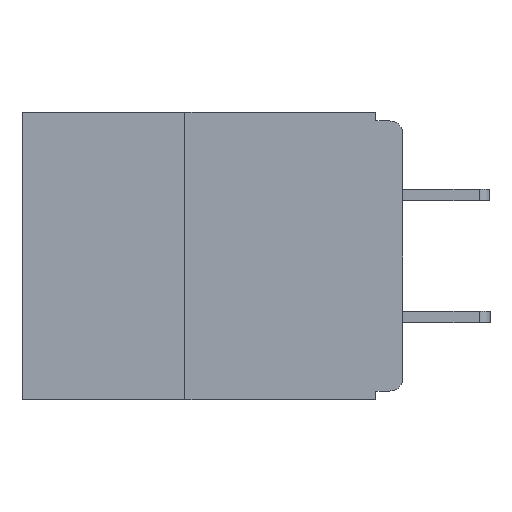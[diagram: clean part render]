
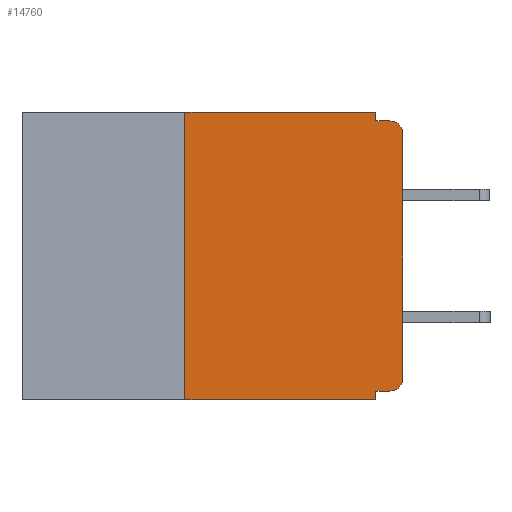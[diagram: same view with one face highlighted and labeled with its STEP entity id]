
A CAD part, left-side view. The second image highlights one B-rep face of the part: STEP entity #14760.
In plain terms, the highlighted planar face has unit normal (-1, 0, 0).
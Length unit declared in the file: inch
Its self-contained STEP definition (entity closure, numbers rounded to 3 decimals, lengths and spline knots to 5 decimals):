
#120 = VERTEX_POINT ( 'NONE', #10985 ) ;
#211 = LINE ( 'NONE', #17419, #5497 ) ;
#235 = CARTESIAN_POINT ( 'NONE',  ( 0., 0.437, 0. ) ) ;
#262 = VECTOR ( 'NONE', #23794, 39.37008 ) ;
#1004 = AXIS2_PLACEMENT_3D ( 'NONE', #5549, #20824, #7643 ) ;
#1355 = CARTESIAN_POINT ( 'NONE',  ( 0., 0.437, -0.33 ) ) ;
#1583 = ORIENTED_EDGE ( 'NONE', *, *, #13653, .F. ) ;
#1650 = VERTEX_POINT ( 'NONE', #9987 ) ;
#2310 = VECTOR ( 'NONE', #25271, 39.37008 ) ;
#2486 = PLANE ( 'NONE',  #6807 ) ;
#3509 = DIRECTION ( 'NONE',  ( 0., -1., 0. ) ) ;
#3797 = CARTESIAN_POINT ( 'NONE',  ( 0., 0.031, -0.32 ) ) ;
#4447 = ORIENTED_EDGE ( 'NONE', *, *, #25490, .F. ) ;
#4743 = DIRECTION ( 'NONE',  ( 0., 0., -1. ) ) ;
#5332 = CARTESIAN_POINT ( 'NONE',  ( 0., 0., 0. ) ) ;
#5497 = VECTOR ( 'NONE', #21843, 39.37008 ) ;
#5549 = CARTESIAN_POINT ( 'NONE',  ( 0., 0.015, -0.025 ) ) ;
#6571 = VECTOR ( 'NONE', #25186, 39.37008 ) ;
#6807 = AXIS2_PLACEMENT_3D ( 'NONE', #235, #24262, #4743 ) ;
#7311 = VERTEX_POINT ( 'NONE', #20823 ) ;
#7643 = DIRECTION ( 'NONE',  ( 0., 0., -1. ) ) ;
#7808 = CARTESIAN_POINT ( 'NONE',  ( 0., 0.25, -0.33 ) ) ;
#8040 = EDGE_LOOP ( 'NONE', ( #16329, #27152, #1583, #19552, #9156, #27219, #15985, #28169, #4447, #18477 ) ) ;
#8097 = CARTESIAN_POINT ( 'NONE',  ( 0., 0., -0.025 ) ) ;
#8405 = CIRCLE ( 'NONE', #15356, 0.015 ) ;
#8783 = LINE ( 'NONE', #7808, #2310 ) ;
#9078 = VERTEX_POINT ( 'NONE', #3797 ) ;
#9156 = ORIENTED_EDGE ( 'NONE', *, *, #25287, .F. ) ;
#9309 = CARTESIAN_POINT ( 'NONE',  ( 0., 0.031, -0.33 ) ) ;
#9987 = CARTESIAN_POINT ( 'NONE',  ( 0., 0.015, -0.32 ) ) ;
#10029 = LINE ( 'NONE', #28155, #26766 ) ;
#10491 = DIRECTION ( 'NONE',  ( -1., 0., 0. ) ) ;
#10803 = DIRECTION ( 'NONE',  ( 0., -1., 0. ) ) ;
#10985 = CARTESIAN_POINT ( 'NONE',  ( 0., 0.015, -0.01 ) ) ;
#11033 = LINE ( 'NONE', #5332, #25709 ) ;
#11395 = EDGE_CURVE ( 'NONE', #16447, #120, #11547, .T. ) ;
#11547 = CIRCLE ( 'NONE', #1004, 0.015 ) ;
#11904 = LINE ( 'NONE', #12881, #262 ) ;
#12273 = LINE ( 'NONE', #18603, #6571 ) ;
#12881 = CARTESIAN_POINT ( 'NONE',  ( 0., 0., -0.32 ) ) ;
#13562 = EDGE_CURVE ( 'NONE', #7311, #21155, #18017, .T. ) ;
#13653 = EDGE_CURVE ( 'NONE', #20964, #120, #10029, .T. ) ;
#13948 = VERTEX_POINT ( 'NONE', #18436 ) ;
#14750 = LINE ( 'NONE', #28042, #24276 ) ;
#14760 = ADVANCED_FACE ( 'NONE', ( #16899 ), #2486, .F. ) ;
#15260 = CARTESIAN_POINT ( 'NONE',  ( 0., 0.031, -0.01 ) ) ;
#15356 = AXIS2_PLACEMENT_3D ( 'NONE', #23637, #10491, #25761 ) ;
#15985 = ORIENTED_EDGE ( 'NONE', *, *, #13562, .T. ) ;
#16256 = DIRECTION ( 'NONE',  ( 0., 0., 1. ) ) ;
#16329 = ORIENTED_EDGE ( 'NONE', *, *, #23157, .T. ) ;
#16447 = VERTEX_POINT ( 'NONE', #8097 ) ;
#16870 = EDGE_CURVE ( 'NONE', #7311, #22124, #8783, .T. ) ;
#16899 = FACE_OUTER_BOUND ( 'NONE', #8040, .T. ) ;
#17419 = CARTESIAN_POINT ( 'NONE',  ( 0., 0.031, -0.33 ) ) ;
#18017 = LINE ( 'NONE', #1355, #23773 ) ;
#18436 = CARTESIAN_POINT ( 'NONE',  ( 0., 0., -0.305 ) ) ;
#18477 = ORIENTED_EDGE ( 'NONE', *, *, #20852, .T. ) ;
#18603 = CARTESIAN_POINT ( 'NONE',  ( 0., 0.437, 0. ) ) ;
#19552 = ORIENTED_EDGE ( 'NONE', *, *, #24988, .F. ) ;
#20823 = CARTESIAN_POINT ( 'NONE',  ( 0., 0.25, -0.33 ) ) ;
#20824 = DIRECTION ( 'NONE',  ( -1., 0., 0. ) ) ;
#20852 = EDGE_CURVE ( 'NONE', #1650, #13948, #8405, .T. ) ;
#20874 = CARTESIAN_POINT ( 'NONE',  ( 0., 0.031, 0. ) ) ;
#20964 = VERTEX_POINT ( 'NONE', #15260 ) ;
#21155 = VERTEX_POINT ( 'NONE', #9309 ) ;
#21843 = DIRECTION ( 'NONE',  ( 0., 0., -1. ) ) ;
#21923 = VERTEX_POINT ( 'NONE', #20874 ) ;
#22124 = VERTEX_POINT ( 'NONE', #25693 ) ;
#23157 = EDGE_CURVE ( 'NONE', #13948, #16447, #11033, .T. ) ;
#23637 = CARTESIAN_POINT ( 'NONE',  ( 0., 0.015, -0.305 ) ) ;
#23773 = VECTOR ( 'NONE', #3509, 39.37008 ) ;
#23794 = DIRECTION ( 'NONE',  ( 0., 1., 0. ) ) ;
#23910 = DIRECTION ( 'NONE',  ( 0., 0., -1. ) ) ;
#24262 = DIRECTION ( 'NONE',  ( 1., 0., 0. ) ) ;
#24276 = VECTOR ( 'NONE', #23910, 39.37008 ) ;
#24988 = EDGE_CURVE ( 'NONE', #21923, #20964, #14750, .T. ) ;
#25186 = DIRECTION ( 'NONE',  ( 0., -1., 0. ) ) ;
#25271 = DIRECTION ( 'NONE',  ( 0., 0., 1. ) ) ;
#25287 = EDGE_CURVE ( 'NONE', #22124, #21923, #12273, .T. ) ;
#25490 = EDGE_CURVE ( 'NONE', #1650, #9078, #11904, .T. ) ;
#25693 = CARTESIAN_POINT ( 'NONE',  ( 0., 0.25, 0. ) ) ;
#25709 = VECTOR ( 'NONE', #16256, 39.37008 ) ;
#25761 = DIRECTION ( 'NONE',  ( 0., 0., -1. ) ) ;
#26348 = EDGE_CURVE ( 'NONE', #9078, #21155, #211, .T. ) ;
#26766 = VECTOR ( 'NONE', #10803, 39.37008 ) ;
#27152 = ORIENTED_EDGE ( 'NONE', *, *, #11395, .T. ) ;
#27219 = ORIENTED_EDGE ( 'NONE', *, *, #16870, .F. ) ;
#28042 = CARTESIAN_POINT ( 'NONE',  ( 0., 0.031, 0. ) ) ;
#28155 = CARTESIAN_POINT ( 'NONE',  ( 0., 0., -0.01 ) ) ;
#28169 = ORIENTED_EDGE ( 'NONE', *, *, #26348, .F. ) ;
